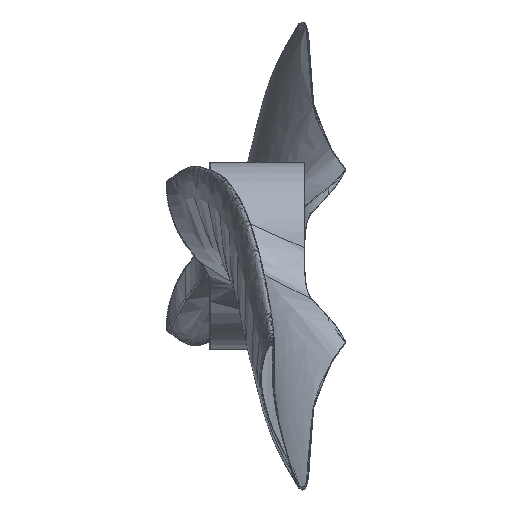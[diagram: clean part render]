
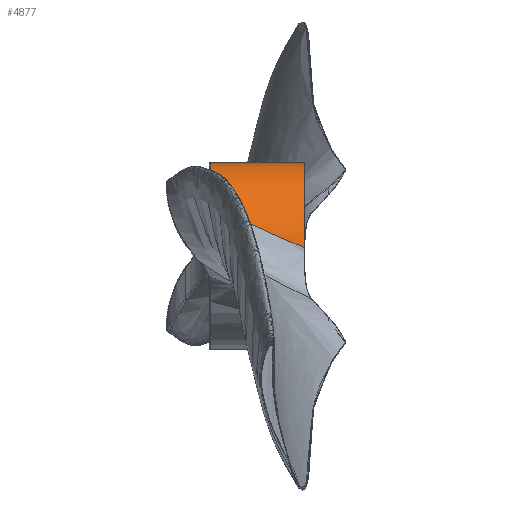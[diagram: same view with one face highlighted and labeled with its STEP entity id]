
A CAD part, left-side view. The second image highlights one B-rep face of the part: STEP entity #4877.
In plain terms, the highlighted cylindrical face has radius 3.111 mm (diameter 6.223 mm), a partial arc.
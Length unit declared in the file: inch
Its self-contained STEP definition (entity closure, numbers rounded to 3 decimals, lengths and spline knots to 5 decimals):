
#147 = B_SPLINE_CURVE_WITH_KNOTS ( 'NONE', 3,
 ( #5424, #11224, #13441, #896, #6667, #7855, #14636, #2040, #12208, #6713, #14590, #3217 ),
 .UNSPECIFIED., .F., .F.,
 ( 4, 2, 2, 2, 2, 4 ),
 ( 0.00006, 0.00093, 0.00181, 0.00224, 0.00268, 0.00355 ),
 .UNSPECIFIED. ) ;
#209 = ORIENTED_EDGE ( 'NONE', *, *, #6396, .T. ) ;
#316 = FACE_OUTER_BOUND ( 'NONE', #8731, .T. ) ;
#444 = CARTESIAN_POINT ( 'NONE',  ( 0., -0.06201, 0. ) ) ;
#608 = AXIS2_PLACEMENT_3D ( 'NONE', #13971, #11638, #7234 ) ;
#896 = CARTESIAN_POINT ( 'NONE',  ( -0.11271, 0.02107, 0.04833 ) ) ;
#1009 = CIRCLE ( 'NONE', #6888, 0.1225 ) ;
#1455 = AXIS2_PLACEMENT_3D ( 'NONE', #444, #12529, #13881 ) ;
#1604 = VERTEX_POINT ( 'NONE', #4533 ) ;
#1629 = CIRCLE ( 'NONE', #1455, 0.1225 ) ;
#1740 = CYLINDRICAL_SURFACE ( 'NONE', #14546, 0.1225 ) ;
#2018 = CARTESIAN_POINT ( 'NONE',  ( 0.09047, -0.04112, 0.08266 ) ) ;
#2040 = CARTESIAN_POINT ( 'NONE',  ( -0.11911, -0.01981, 0.02873 ) ) ;
#2234 = CARTESIAN_POINT ( 'NONE',  ( -0.12199, -0.06201, 0.01115 ) ) ;
#2310 = VERTEX_POINT ( 'NONE', #13890 ) ;
#2991 = CARTESIAN_POINT ( 'NONE',  ( 0.09336, -0.02043, 0.07948 ) ) ;
#3139 = CARTESIAN_POINT ( 'NONE',  ( 0.10351, 0.04073, 0.06594 ) ) ;
#3217 = CARTESIAN_POINT ( 'NONE',  ( -0.12199, -0.06201, 0.01115 ) ) ;
#3412 = DIRECTION ( 'NONE',  ( 0., -1., 0. ) ) ;
#3842 = DIRECTION ( 'NONE',  ( 0., -1., 0. ) ) ;
#4068 = ORIENTED_EDGE ( 'NONE', *, *, #4190, .T. ) ;
#4190 = EDGE_CURVE ( 'NONE', #8545, #8569, #147, .T. ) ;
#4533 = CARTESIAN_POINT ( 'NONE',  ( 0., 0.06055, 0.1225 ) ) ;
#4589 = VERTEX_POINT ( 'NONE', #10003 ) ;
#4794 = CIRCLE ( 'NONE', #608, 0.1225 ) ;
#4877 = ADVANCED_FACE ( 'NONE', ( #316 ), #1740, .T. ) ;
#5424 = CARTESIAN_POINT ( 'NONE',  ( -0.10145, 0.06055, 0.06866 ) ) ;
#5660 = CARTESIAN_POINT ( 'NONE',  ( 0., 0.0625, 0. ) ) ;
#6025 = AXIS2_PLACEMENT_3D ( 'NONE', #7340, #3842, #8337 ) ;
#6105 = CARTESIAN_POINT ( 'NONE',  ( 0., -0.06201, 0. ) ) ;
#6297 = DIRECTION ( 'NONE',  ( 0., 1., 0. ) ) ;
#6396 = EDGE_CURVE ( 'NONE', #8569, #4589, #1629, .T. ) ;
#6667 = CARTESIAN_POINT ( 'NONE',  ( -0.1148, 0.01108, 0.04305 ) ) ;
#6713 = CARTESIAN_POINT ( 'NONE',  ( -0.12101, -0.04074, 0.0196 ) ) ;
#6759 = EDGE_CURVE ( 'NONE', #9174, #2310, #8151, .T. ) ;
#6888 = AXIS2_PLACEMENT_3D ( 'NONE', #6105, #6297, #10766 ) ;
#7234 = DIRECTION ( 'NONE',  ( 0., 0., 1. ) ) ;
#7340 = CARTESIAN_POINT ( 'NONE',  ( 0., 0.06055, 0. ) ) ;
#7492 = ORIENTED_EDGE ( 'NONE', *, *, #10281, .T. ) ;
#7855 = CARTESIAN_POINT ( 'NONE',  ( -0.1172, -0.00425, 0.03572 ) ) ;
#8007 = EDGE_CURVE ( 'NONE', #1604, #8545, #12965, .T. ) ;
#8151 = B_SPLINE_CURVE_WITH_KNOTS ( 'NONE', 3,
 ( #11012, #2018, #2991, #10964, #3139, #13268 ),
 .UNSPECIFIED., .F., .F.,
 ( 4, 2, 4 ),
 ( 0.00001, 0.00162, 0.00323 ),
 .UNSPECIFIED. ) ;
#8179 = ORIENTED_EDGE ( 'NONE', *, *, #13760, .T. ) ;
#8337 = DIRECTION ( 'NONE',  ( 0., 0., 1. ) ) ;
#8545 = VERTEX_POINT ( 'NONE', #13746 ) ;
#8569 = VERTEX_POINT ( 'NONE', #2234 ) ;
#8731 = EDGE_LOOP ( 'NONE', ( #4068, #209, #8179, #13154, #7492, #9251 ) ) ;
#9174 = VERTEX_POINT ( 'NONE', #14148 ) ;
#9251 = ORIENTED_EDGE ( 'NONE', *, *, #8007, .T. ) ;
#10003 = CARTESIAN_POINT ( 'NONE',  ( 0., -0.06201, 0.1225 ) ) ;
#10281 = EDGE_CURVE ( 'NONE', #2310, #1604, #4794, .T. ) ;
#10766 = DIRECTION ( 'NONE',  ( 0., 0., 1. ) ) ;
#10964 = CARTESIAN_POINT ( 'NONE',  ( 0.09988, 0.0205, 0.07113 ) ) ;
#11012 = CARTESIAN_POINT ( 'NONE',  ( 0.0881, -0.06201, 0.08512 ) ) ;
#11224 = CARTESIAN_POINT ( 'NONE',  ( -0.10466, 0.05061, 0.06392 ) ) ;
#11638 = DIRECTION ( 'NONE',  ( 0., -1., 0. ) ) ;
#12208 = CARTESIAN_POINT ( 'NONE',  ( -0.11964, -0.02502, 0.02642 ) ) ;
#12395 = DIRECTION ( 'NONE',  ( 0., 0., -1. ) ) ;
#12529 = DIRECTION ( 'NONE',  ( 0., 1., 0. ) ) ;
#12965 = CIRCLE ( 'NONE', #6025, 0.1225 ) ;
#13154 = ORIENTED_EDGE ( 'NONE', *, *, #6759, .T. ) ;
#13268 = CARTESIAN_POINT ( 'NONE',  ( 0.10712, 0.06055, 0.05942 ) ) ;
#13441 = CARTESIAN_POINT ( 'NONE',  ( -0.10764, 0.04082, 0.05877 ) ) ;
#13746 = CARTESIAN_POINT ( 'NONE',  ( -0.10145, 0.06055, 0.06866 ) ) ;
#13760 = EDGE_CURVE ( 'NONE', #4589, #9174, #1009, .T. ) ;
#13881 = DIRECTION ( 'NONE',  ( 0., 0., 1. ) ) ;
#13890 = CARTESIAN_POINT ( 'NONE',  ( 0.10712, 0.06055, 0.05942 ) ) ;
#13971 = CARTESIAN_POINT ( 'NONE',  ( 0., 0.06055, 0. ) ) ;
#14148 = CARTESIAN_POINT ( 'NONE',  ( 0.0881, -0.06201, 0.08512 ) ) ;
#14546 = AXIS2_PLACEMENT_3D ( 'NONE', #5660, #3412, #12395 ) ;
#14590 = CARTESIAN_POINT ( 'NONE',  ( -0.12162, -0.05131, 0.01523 ) ) ;
#14636 = CARTESIAN_POINT ( 'NONE',  ( -0.11788, -0.00944, 0.0334 ) ) ;
